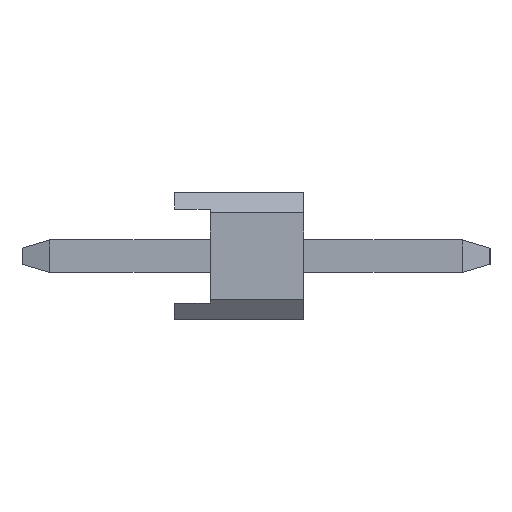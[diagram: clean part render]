
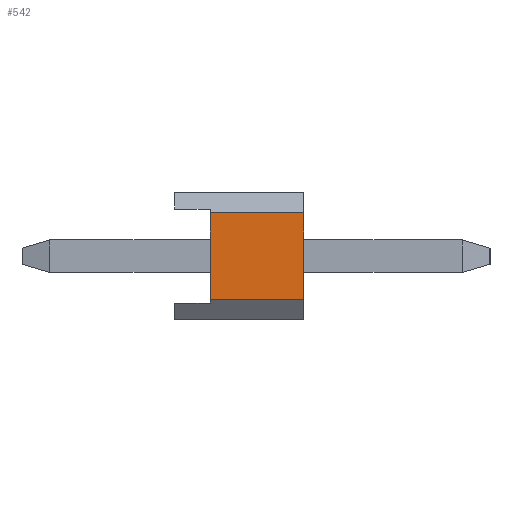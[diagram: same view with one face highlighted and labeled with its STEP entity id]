
A CAD part, left-side view. The second image highlights one B-rep face of the part: STEP entity #542.
In plain terms, the highlighted planar face has unit normal (-1, 0, 0).
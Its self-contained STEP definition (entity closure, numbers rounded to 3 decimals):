
#542=ADVANCED_FACE('',(#1328),#1329,.T.);
#1328=FACE_OUTER_BOUND('',#2379,.T.);
#1329=PLANE('',#2380);
#2379=EDGE_LOOP('',(#3893,#3894,#3895,#3896));
#2380=AXIS2_PLACEMENT_3D('',#3897,#3898,#3899);
#3893=ORIENTED_EDGE('',*,*,#6640,.T.);
#3894=ORIENTED_EDGE('',*,*,#6641,.T.);
#3895=ORIENTED_EDGE('',*,*,#6642,.T.);
#3896=ORIENTED_EDGE('',*,*,#6643,.F.);
#3897=CARTESIAN_POINT('',(-15.14,0.0,0.0));
#3898=DIRECTION('',(-1.0,-0.0,0.0));
#3899=DIRECTION('',(0.0,0.,-1.0));
#6640=EDGE_CURVE('',#8125,#8126,#8127,.T.);
#6641=EDGE_CURVE('',#8126,#8128,#8129,.T.);
#6642=EDGE_CURVE('',#8128,#8130,#8131,.T.);
#6643=EDGE_CURVE('',#8125,#8130,#8132,.T.);
#8125=VERTEX_POINT('',#10185);
#8126=VERTEX_POINT('',#10186);
#8127=LINE('',#10187,#10188);
#8128=VERTEX_POINT('',#10189);
#8129=LINE('',#10190,#10191);
#8130=VERTEX_POINT('',#10192);
#8131=LINE('',#10193,#10194);
#8132=LINE('',#10195,#10196);
#10185=CARTESIAN_POINT('',(-15.14,-0.7,0.851));
#10186=CARTESIAN_POINT('',(-15.14,-0.7,-0.851));
#10187=CARTESIAN_POINT('',(-15.14,-0.7,0.));
#10188=VECTOR('',#12018,1.0);
#10189=CARTESIAN_POINT('',(-15.14,-2.54,-0.851));
#10190=CARTESIAN_POINT('',(-15.14,0.,-0.851));
#10191=VECTOR('',#12019,1.0);
#10192=CARTESIAN_POINT('',(-15.14,-2.54,0.851));
#10193=CARTESIAN_POINT('',(-15.14,-2.54,0.851));
#10194=VECTOR('',#12020,1.0);
#10195=CARTESIAN_POINT('',(-15.14,0.,0.851));
#10196=VECTOR('',#12021,1.0);
#12018=DIRECTION('',(0.0,0.,-1.0));
#12019=DIRECTION('',(0.0,-1.0,0.));
#12020=DIRECTION('',(0.0,0.,1.0));
#12021=DIRECTION('',(0.0,-1.0,0.));
